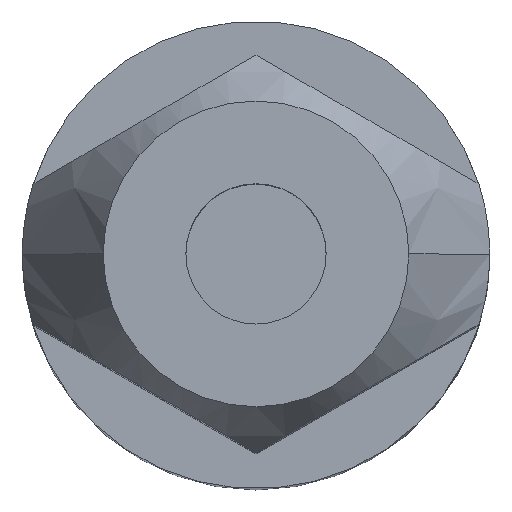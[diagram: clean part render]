
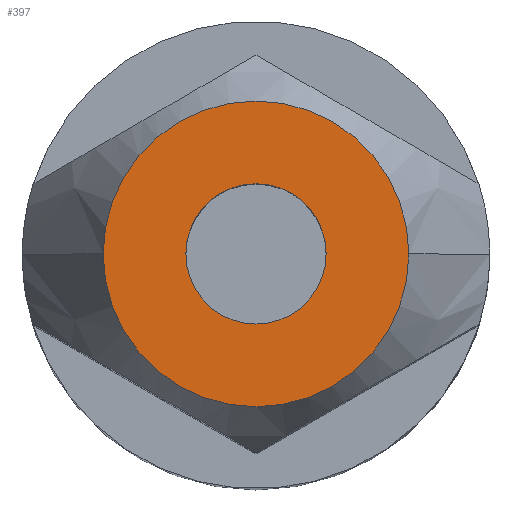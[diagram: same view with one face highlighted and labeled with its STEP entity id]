
A CAD part, top view. The second image highlights one B-rep face of the part: STEP entity #397.
In plain terms, the highlighted planar face has unit normal (0, 0, 1).
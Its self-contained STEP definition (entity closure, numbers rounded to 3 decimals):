
#2 = CIRCLE ( 'NONE', #225, 1.5 ) ;
#6 = VERTEX_POINT ( 'NONE', #638 ) ;
#15 = CIRCLE ( 'NONE', #392, 1.5 ) ;
#21 = FACE_BOUND ( 'NONE', #154, .T. ) ;
#22 = CARTESIAN_POINT ( 'NONE',  ( 0., 0., 30. ) ) ;
#28 = EDGE_CURVE ( 'NONE', #475, #488, #510, .T. ) ;
#34 = CARTESIAN_POINT ( 'NONE',  ( 0., 0., 30. ) ) ;
#57 = ORIENTED_EDGE ( 'NONE', *, *, #28, .T. ) ;
#80 = DIRECTION ( 'NONE',  ( 1., 0., 0. ) ) ;
#85 = DIRECTION ( 'NONE',  ( 1., 0., 0. ) ) ;
#119 = CARTESIAN_POINT ( 'NONE',  ( 3.268, 0., 30. ) ) ;
#154 = EDGE_LOOP ( 'NONE', ( #316, #369 ) ) ;
#184 = DIRECTION ( 'NONE',  ( 0., 0., 1. ) ) ;
#225 = AXIS2_PLACEMENT_3D ( 'NONE', #572, #184, #331 ) ;
#250 = DIRECTION ( 'NONE',  ( 0., 0., 1. ) ) ;
#312 = AXIS2_PLACEMENT_3D ( 'NONE', #584, #520, #85 ) ;
#316 = ORIENTED_EDGE ( 'NONE', *, *, #692, .F. ) ;
#321 = DIRECTION ( 'NONE',  ( 0., 0., 1. ) ) ;
#331 = DIRECTION ( 'NONE',  ( 1., 0., 0. ) ) ;
#341 = DIRECTION ( 'NONE',  ( 0., 0., -1. ) ) ;
#369 = ORIENTED_EDGE ( 'NONE', *, *, #582, .F. ) ;
#377 = AXIS2_PLACEMENT_3D ( 'NONE', #34, #321, #594 ) ;
#392 = AXIS2_PLACEMENT_3D ( 'NONE', #22, #250, #80 ) ;
#397 = ADVANCED_FACE ( 'NONE', ( #21, #463 ), #618, .F. ) ;
#413 = VERTEX_POINT ( 'NONE', #629 ) ;
#421 = CARTESIAN_POINT ( 'NONE',  ( -3.268, 0., 30. ) ) ;
#463 = FACE_OUTER_BOUND ( 'NONE', #657, .T. ) ;
#475 = VERTEX_POINT ( 'NONE', #701 ) ;
#488 = VERTEX_POINT ( 'NONE', #421 ) ;
#493 = AXIS2_PLACEMENT_3D ( 'NONE', #119, #341, #562 ) ;
#510 = CIRCLE ( 'NONE', #377, 3.268 ) ;
#520 = DIRECTION ( 'NONE',  ( 0., 0., 1. ) ) ;
#535 = CIRCLE ( 'NONE', #312, 3.268 ) ;
#551 = ORIENTED_EDGE ( 'NONE', *, *, #668, .T. ) ;
#562 = DIRECTION ( 'NONE',  ( -1., 0., 0. ) ) ;
#572 = CARTESIAN_POINT ( 'NONE',  ( 0., 0., 30. ) ) ;
#582 = EDGE_CURVE ( 'NONE', #413, #6, #2, .T. ) ;
#584 = CARTESIAN_POINT ( 'NONE',  ( 0., 0., 30. ) ) ;
#594 = DIRECTION ( 'NONE',  ( 1., 0., 0. ) ) ;
#618 = PLANE ( 'NONE',  #493 ) ;
#629 = CARTESIAN_POINT ( 'NONE',  ( -1.5, 0., 30. ) ) ;
#638 = CARTESIAN_POINT ( 'NONE',  ( 1.5, 0., 30. ) ) ;
#657 = EDGE_LOOP ( 'NONE', ( #551, #57 ) ) ;
#668 = EDGE_CURVE ( 'NONE', #488, #475, #535, .T. ) ;
#692 = EDGE_CURVE ( 'NONE', #6, #413, #15, .T. ) ;
#701 = CARTESIAN_POINT ( 'NONE',  ( 3.268, 0., 30. ) ) ;
